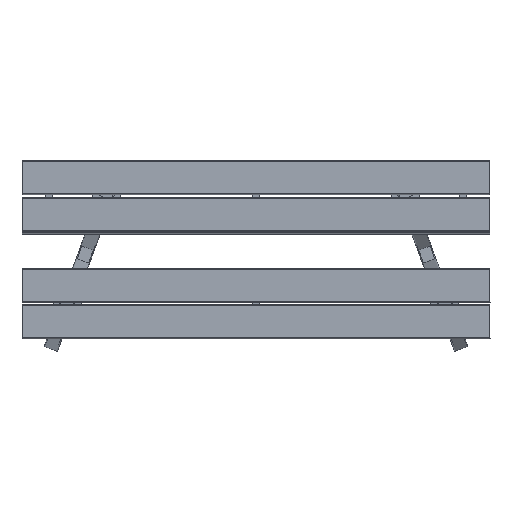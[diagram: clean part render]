
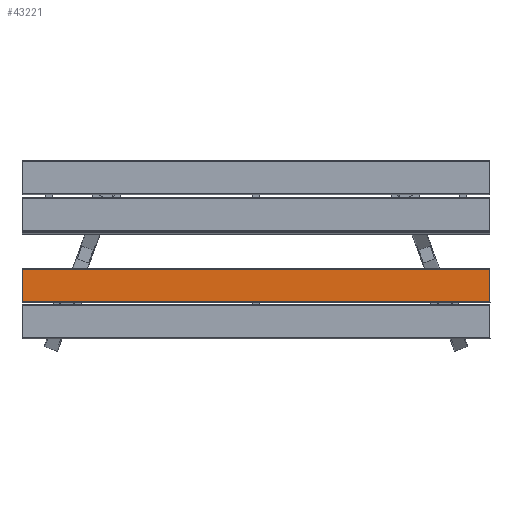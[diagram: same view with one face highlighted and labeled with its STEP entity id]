
A CAD part, top view. The second image highlights one B-rep face of the part: STEP entity #43221.
In plain terms, the highlighted face is planar.
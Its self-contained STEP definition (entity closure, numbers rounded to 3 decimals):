
#21612=ORIENTED_EDGE('',*,*,#27869,.T.);
#21613=ORIENTED_EDGE('',*,*,#27880,.T.);
#21614=ORIENTED_EDGE('',*,*,#27874,.F.);
#21615=ORIENTED_EDGE('',*,*,#27881,.F.);
#23858=VECTOR('',#32644,1.);
#23862=VECTOR('',#32654,1.);
#23864=VECTOR('',#32666,1.);
#23865=VECTOR('',#32667,1.);
#25068=LINE('',#37981,#23858);
#25072=LINE('',#37992,#23862);
#25074=LINE('',#38001,#23864);
#25075=LINE('',#38002,#23865);
#26292=VERTEX_POINT('',#37978);
#26293=VERTEX_POINT('',#37980);
#26296=VERTEX_POINT('',#37990);
#26297=VERTEX_POINT('',#37991);
#27869=EDGE_CURVE('',#26293,#26292,#25068,.T.);
#27874=EDGE_CURVE('',#26296,#26297,#25072,.T.);
#27880=EDGE_CURVE('',#26292,#26297,#25074,.T.);
#27881=EDGE_CURVE('',#26293,#26296,#25075,.T.);
#29206=EDGE_LOOP('',(#21612,#21613,#21614,#21615));
#30162=FACE_BOUND('',#29206,.T.);
#32644=DIRECTION('',(0.,-137.,0.));
#32654=DIRECTION('',(0.,-137.,0.));
#32664=DIRECTION('',(0.,0.,-1.));
#32665=DIRECTION('',(0.,1.,0.));
#32666=DIRECTION('',(-2000.,0.,0.));
#32667=DIRECTION('',(-2000.,0.,0.));
#37978=CARTESIAN_POINT('',(2000.,-141.,-15.));
#37980=CARTESIAN_POINT('',(2000.,-4.,-15.));
#37981=CARTESIAN_POINT('',(2000.,-4.,-15.));
#37990=CARTESIAN_POINT('',(0.,-4.,-15.));
#37991=CARTESIAN_POINT('',(0.,-141.,-15.));
#37992=CARTESIAN_POINT('',(0.,-4.,-15.));
#38000=CARTESIAN_POINT('',(2000.,-145.,-15.));
#38001=CARTESIAN_POINT('',(2000.,-141.,-15.));
#38002=CARTESIAN_POINT('',(2000.,-4.,-15.));
#41918=AXIS2_PLACEMENT_3D('',#38000,#32664,#32665);
#42663=PLANE('',#41918);
#43221=ADVANCED_FACE('',(#30162),#42663,.T.);
